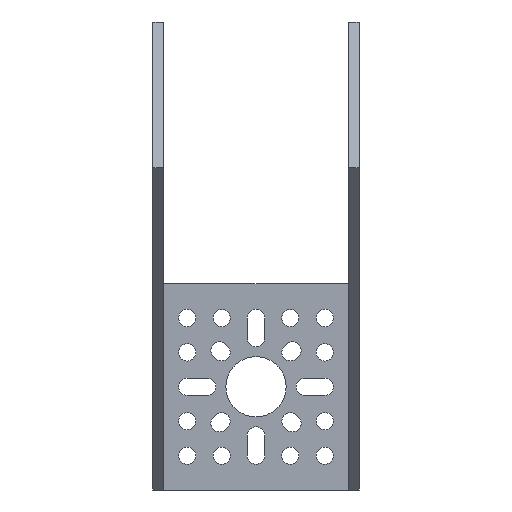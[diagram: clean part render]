
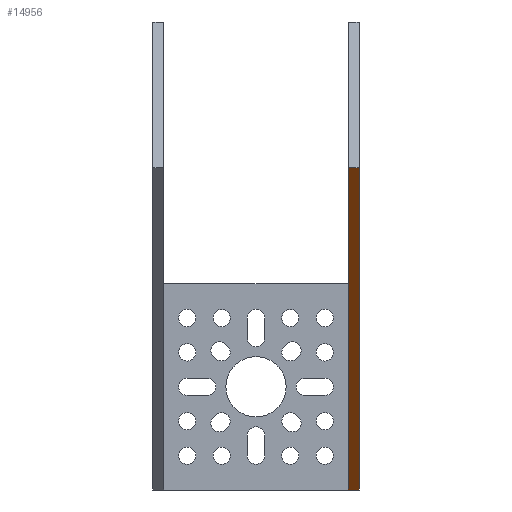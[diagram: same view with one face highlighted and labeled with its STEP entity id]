
A CAD part, front view. The second image highlights one B-rep face of the part: STEP entity #14956.
In plain terms, the highlighted planar face has unit normal (0, -0.707, -0.707).
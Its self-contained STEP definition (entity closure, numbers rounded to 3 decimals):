
#127 = DIRECTION ( 'NONE',  ( 1., 0., 0. ) ) ;
#733 = DIRECTION ( 'NONE',  ( 0., 0.707, -0.707 ) ) ;
#1595 = FACE_OUTER_BOUND ( 'NONE', #10504, .T. ) ;
#1703 = CARTESIAN_POINT ( 'NONE',  ( 21.5, -106.353, 50.912 ) ) ;
#1872 = PLANE ( 'NONE',  #6462 ) ;
#2414 = VERTEX_POINT ( 'NONE', #10922 ) ;
#2935 = ORIENTED_EDGE ( 'NONE', *, *, #7029, .F. ) ;
#4254 = CARTESIAN_POINT ( 'NONE',  ( 24., -106.353, 50.912 ) ) ;
#5056 = CARTESIAN_POINT ( 'NONE',  ( 21.5, -106.353, 50.912 ) ) ;
#5215 = EDGE_CURVE ( 'NONE', #15151, #15583, #9759, .T. ) ;
#5804 = VECTOR ( 'NONE', #10904, 1000. ) ;
#5839 = LINE ( 'NONE', #11456, #9621 ) ;
#5995 = ORIENTED_EDGE ( 'NONE', *, *, #5215, .T. ) ;
#6462 = AXIS2_PLACEMENT_3D ( 'NONE', #1703, #10370, #6595 ) ;
#6540 = EDGE_CURVE ( 'NONE', #15151, #14260, #7476, .T. ) ;
#6595 = DIRECTION ( 'NONE',  ( 0., 0.707, -0.707 ) ) ;
#7029 = EDGE_CURVE ( 'NONE', #14260, #2414, #11750, .T. ) ;
#7476 = LINE ( 'NONE', #11398, #14604 ) ;
#8265 = CARTESIAN_POINT ( 'NONE',  ( 21.5, -31.441, -24. ) ) ;
#9621 = VECTOR ( 'NONE', #13936, 1000. ) ;
#9759 = LINE ( 'NONE', #5056, #5804 ) ;
#9951 = CARTESIAN_POINT ( 'NONE',  ( 24., -106.353, 50.912 ) ) ;
#10150 = ORIENTED_EDGE ( 'NONE', *, *, #12496, .T. ) ;
#10370 = DIRECTION ( 'NONE',  ( 0., -0.707, -0.707 ) ) ;
#10504 = EDGE_LOOP ( 'NONE', ( #2935, #11673, #5995, #10150 ) ) ;
#10904 = DIRECTION ( 'NONE',  ( 0., 0.707, -0.707 ) ) ;
#10922 = CARTESIAN_POINT ( 'NONE',  ( 24., -31.441, -24. ) ) ;
#11398 = CARTESIAN_POINT ( 'NONE',  ( 21.5, -106.353, 50.912 ) ) ;
#11456 = CARTESIAN_POINT ( 'NONE',  ( 21.5, -31.441, -24. ) ) ;
#11673 = ORIENTED_EDGE ( 'NONE', *, *, #6540, .F. ) ;
#11750 = LINE ( 'NONE', #4254, #14588 ) ;
#12496 = EDGE_CURVE ( 'NONE', #15583, #2414, #5839, .T. ) ;
#13936 = DIRECTION ( 'NONE',  ( 1., 0., 0. ) ) ;
#14260 = VERTEX_POINT ( 'NONE', #9951 ) ;
#14588 = VECTOR ( 'NONE', #733, 1000. ) ;
#14604 = VECTOR ( 'NONE', #127, 1000. ) ;
#14956 = ADVANCED_FACE ( 'NONE', ( #1595 ), #1872, .T. ) ;
#15151 = VERTEX_POINT ( 'NONE', #15608 ) ;
#15583 = VERTEX_POINT ( 'NONE', #8265 ) ;
#15608 = CARTESIAN_POINT ( 'NONE',  ( 21.5, -106.353, 50.912 ) ) ;
